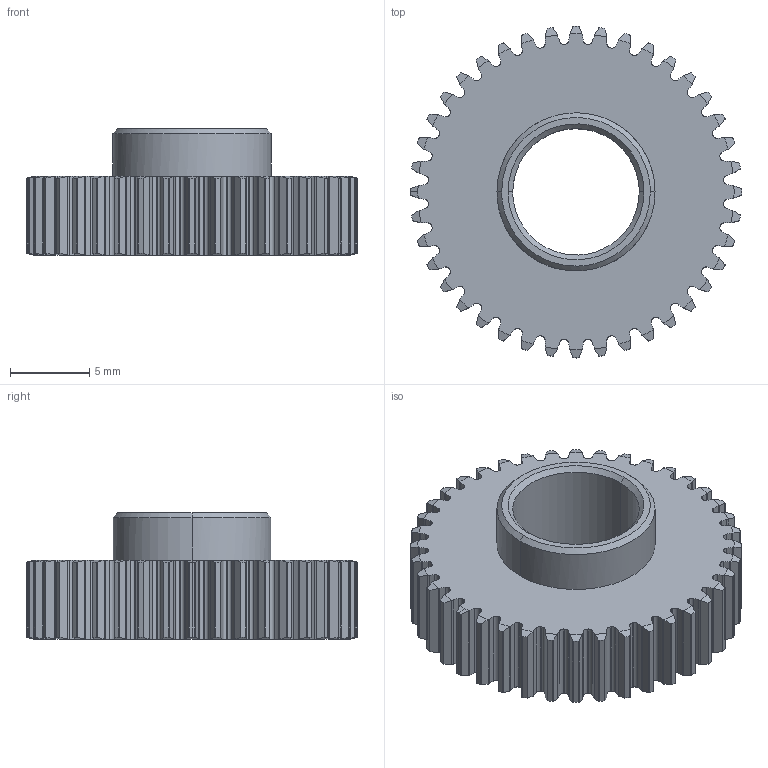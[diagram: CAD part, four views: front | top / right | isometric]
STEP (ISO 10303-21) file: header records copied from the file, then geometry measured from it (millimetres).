
FILE_DESCRIPTION (( 'STEP AP214' ), '1' );
FILE_NAME ('GEFHB0.5-40-5-8-W3-H10(Planetary gear).STEP', '2025-02-13T15:45:07', ( '' ), ( '' ), 'SwSTEP 2.0', 'SolidWorks 2024', '' );
FILE_SCHEMA (( 'AUTOMOTIVE_DESIGN' ));
Length unit declared in the file: millimetre
Products named in the file (1): GEFHB0.5-40-5-8-W3-H10(Planetary gear)
Bounding box: 21 x 21 x 8 mm (x, y, z)
Volume: 1383.2 mm3; surface area: 1408.5 mm2
Topology: 1 solids, 1 shells, 612 faces, 1656 edges, 1047 vertices
Faces by surface type: cylinder 521, cone 88, plane 3
Entity records: 21047 total; most frequent: CARTESIAN_POINT 5703, ORIENTED_EDGE 3312, DIRECTION 3285, EDGE_CURVE 1656, AXIS2_PLACEMENT_3D 1378, VERTEX_POINT 1047, CIRCLE 765, EDGE_LOOP 615
